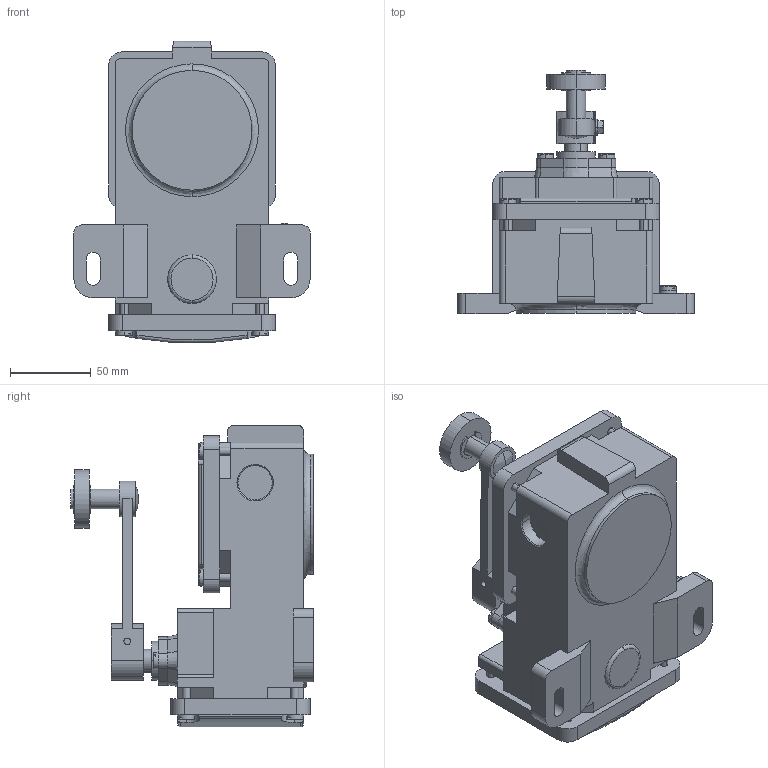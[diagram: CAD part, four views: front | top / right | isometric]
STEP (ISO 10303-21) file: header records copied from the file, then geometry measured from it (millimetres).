
FILE_DESCRIPTION (( 'STEP AP214' ), '1' );
FILE_NAME ('TD 250-02_02Z-RMS.STEP', '2024-06-20T18:12:37', ( '' ), ( '' ), 'SwSTEP 2.0', 'SolidWorks 2023', '' );
FILE_SCHEMA (( 'AUTOMOTIVE_DESIGN' ));
Length unit declared in the file: inch
Products named in the file (1): TD 250-02_02Z-RMS
Bounding box: 146 x 150 x 186.25 mm (x, y, z)
Volume: 1227122.2 mm3; surface area: 111338.5 mm2
Topology: 1 solids, 2 shells, 421 faces, 1108 edges, 717 vertices
Faces by surface type: plane 207, cylinder 138, bspline 52, cone 24
Entity records: 14254 total; most frequent: CARTESIAN_POINT 3945, ORIENTED_EDGE 2216, DIRECTION 2104, EDGE_CURVE 1108, AXIS2_PLACEMENT_3D 754, VERTEX_POINT 717, LINE 596, VECTOR 596
